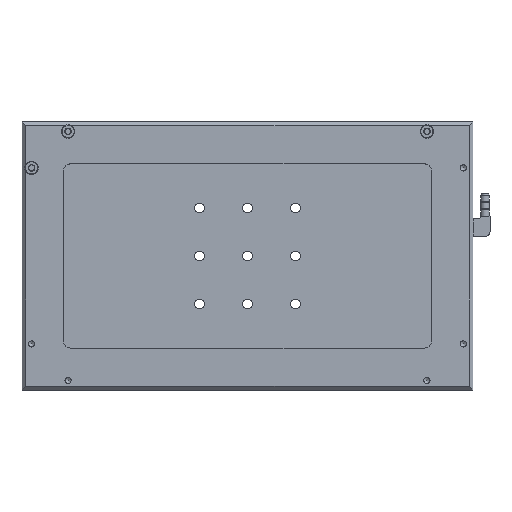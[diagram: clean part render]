
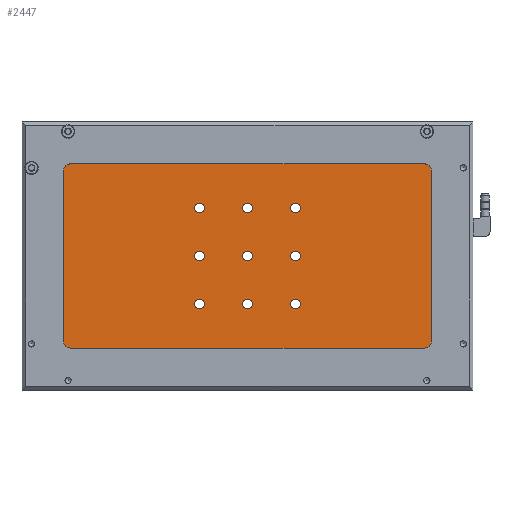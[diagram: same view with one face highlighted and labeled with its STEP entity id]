
A CAD part, top view. The second image highlights one B-rep face of the part: STEP entity #2447.
In plain terms, the highlighted planar face has unit normal (0, 0, 1).
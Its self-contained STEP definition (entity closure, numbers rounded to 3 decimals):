
#179=FACE_BOUND('',#474,.T.);
#180=FACE_BOUND('',#475,.T.);
#181=FACE_BOUND('',#476,.T.);
#182=FACE_BOUND('',#477,.T.);
#183=FACE_BOUND('',#478,.T.);
#184=FACE_BOUND('',#479,.T.);
#185=FACE_BOUND('',#480,.T.);
#186=FACE_BOUND('',#481,.T.);
#187=FACE_BOUND('',#482,.T.);
#216=PLANE('',#2724);
#320=FACE_OUTER_BOUND('',#473,.T.);
#473=EDGE_LOOP('',(#1773,#1774,#1775,#1776,#1777,#1778,#1779,#1780));
#474=EDGE_LOOP('',(#1781));
#475=EDGE_LOOP('',(#1782));
#476=EDGE_LOOP('',(#1783));
#477=EDGE_LOOP('',(#1784));
#478=EDGE_LOOP('',(#1785));
#479=EDGE_LOOP('',(#1786));
#480=EDGE_LOOP('',(#1787));
#481=EDGE_LOOP('',(#1788));
#482=EDGE_LOOP('',(#1789));
#656=LINE('',#3718,#808);
#660=LINE('',#3727,#812);
#661=LINE('',#3729,#813);
#662=LINE('',#3733,#814);
#808=VECTOR('',#3096,10.);
#812=VECTOR('',#3106,10.);
#813=VECTOR('',#3107,10.);
#814=VECTOR('',#3110,10.);
#910=CIRCLE('',#2643,2.553);
#912=CIRCLE('',#2646,2.553);
#914=CIRCLE('',#2649,2.553);
#916=CIRCLE('',#2652,2.553);
#918=CIRCLE('',#2655,2.553);
#920=CIRCLE('',#2658,2.553);
#922=CIRCLE('',#2661,2.553);
#924=CIRCLE('',#2664,2.553);
#926=CIRCLE('',#2667,2.553);
#952=CIRCLE('',#2720,4.);
#953=CIRCLE('',#2723,4.);
#954=CIRCLE('',#2725,4.);
#955=CIRCLE('',#2726,4.);
#1004=VERTEX_POINT('',#3521);
#1006=VERTEX_POINT('',#3527);
#1008=VERTEX_POINT('',#3533);
#1010=VERTEX_POINT('',#3539);
#1012=VERTEX_POINT('',#3545);
#1014=VERTEX_POINT('',#3551);
#1016=VERTEX_POINT('',#3557);
#1018=VERTEX_POINT('',#3563);
#1020=VERTEX_POINT('',#3569);
#1069=VERTEX_POINT('',#3711);
#1070=VERTEX_POINT('',#3712);
#1071=VERTEX_POINT('',#3717);
#1072=VERTEX_POINT('',#3721);
#1073=VERTEX_POINT('',#3722);
#1074=VERTEX_POINT('',#3728);
#1075=VERTEX_POINT('',#3730);
#1076=VERTEX_POINT('',#3732);
#1249=EDGE_CURVE('',#1004,#1004,#910,.T.);
#1252=EDGE_CURVE('',#1006,#1006,#912,.T.);
#1255=EDGE_CURVE('',#1008,#1008,#914,.T.);
#1258=EDGE_CURVE('',#1010,#1010,#916,.T.);
#1261=EDGE_CURVE('',#1012,#1012,#918,.T.);
#1264=EDGE_CURVE('',#1014,#1014,#920,.T.);
#1267=EDGE_CURVE('',#1016,#1016,#922,.T.);
#1270=EDGE_CURVE('',#1018,#1018,#924,.T.);
#1273=EDGE_CURVE('',#1020,#1020,#926,.T.);
#1339=EDGE_CURVE('',#1069,#1070,#952,.T.);
#1342=EDGE_CURVE('',#1069,#1071,#656,.T.);
#1344=EDGE_CURVE('',#1072,#1073,#953,.T.);
#1347=EDGE_CURVE('',#1072,#1070,#660,.T.);
#1348=EDGE_CURVE('',#1074,#1073,#661,.T.);
#1349=EDGE_CURVE('',#1074,#1075,#954,.T.);
#1350=EDGE_CURVE('',#1076,#1075,#662,.T.);
#1351=EDGE_CURVE('',#1076,#1071,#955,.T.);
#1773=ORIENTED_EDGE('',*,*,#1339,.T.);
#1774=ORIENTED_EDGE('',*,*,#1347,.F.);
#1775=ORIENTED_EDGE('',*,*,#1344,.T.);
#1776=ORIENTED_EDGE('',*,*,#1348,.F.);
#1777=ORIENTED_EDGE('',*,*,#1349,.T.);
#1778=ORIENTED_EDGE('',*,*,#1350,.F.);
#1779=ORIENTED_EDGE('',*,*,#1351,.T.);
#1780=ORIENTED_EDGE('',*,*,#1342,.F.);
#1781=ORIENTED_EDGE('',*,*,#1249,.T.);
#1782=ORIENTED_EDGE('',*,*,#1252,.T.);
#1783=ORIENTED_EDGE('',*,*,#1255,.T.);
#1784=ORIENTED_EDGE('',*,*,#1258,.T.);
#1785=ORIENTED_EDGE('',*,*,#1261,.T.);
#1786=ORIENTED_EDGE('',*,*,#1264,.T.);
#1787=ORIENTED_EDGE('',*,*,#1267,.T.);
#1788=ORIENTED_EDGE('',*,*,#1270,.T.);
#1789=ORIENTED_EDGE('',*,*,#1273,.T.);
#2447=ADVANCED_FACE('',(#320,#179,#180,#181,#182,#183,#184,#185,#186,#187),
#216,.T.);
#2643=AXIS2_PLACEMENT_3D('',#3522,#2888,#2889);
#2646=AXIS2_PLACEMENT_3D('',#3528,#2895,#2896);
#2649=AXIS2_PLACEMENT_3D('',#3534,#2902,#2903);
#2652=AXIS2_PLACEMENT_3D('',#3540,#2909,#2910);
#2655=AXIS2_PLACEMENT_3D('',#3546,#2916,#2917);
#2658=AXIS2_PLACEMENT_3D('',#3552,#2923,#2924);
#2661=AXIS2_PLACEMENT_3D('',#3558,#2930,#2931);
#2664=AXIS2_PLACEMENT_3D('',#3564,#2937,#2938);
#2667=AXIS2_PLACEMENT_3D('',#3570,#2944,#2945);
#2720=AXIS2_PLACEMENT_3D('',#3713,#3090,#3091);
#2723=AXIS2_PLACEMENT_3D('',#3723,#3100,#3101);
#2724=AXIS2_PLACEMENT_3D('',#3726,#3104,#3105);
#2725=AXIS2_PLACEMENT_3D('',#3731,#3108,#3109);
#2726=AXIS2_PLACEMENT_3D('',#3734,#3111,#3112);
#2888=DIRECTION('center_axis',(0.,0.,-1.));
#2889=DIRECTION('ref_axis',(1.,0.,0.));
#2895=DIRECTION('center_axis',(0.,0.,-1.));
#2896=DIRECTION('ref_axis',(1.,0.,0.));
#2902=DIRECTION('center_axis',(0.,0.,-1.));
#2903=DIRECTION('ref_axis',(1.,0.,0.));
#2909=DIRECTION('center_axis',(0.,0.,-1.));
#2910=DIRECTION('ref_axis',(1.,0.,0.));
#2916=DIRECTION('center_axis',(0.,0.,-1.));
#2917=DIRECTION('ref_axis',(1.,0.,0.));
#2923=DIRECTION('center_axis',(0.,0.,-1.));
#2924=DIRECTION('ref_axis',(1.,0.,0.));
#2930=DIRECTION('center_axis',(0.,0.,-1.));
#2931=DIRECTION('ref_axis',(1.,0.,0.));
#2937=DIRECTION('center_axis',(0.,0.,-1.));
#2938=DIRECTION('ref_axis',(1.,0.,0.));
#2944=DIRECTION('center_axis',(0.,0.,-1.));
#2945=DIRECTION('ref_axis',(1.,0.,0.));
#3090=DIRECTION('center_axis',(0.,0.,1.));
#3091=DIRECTION('ref_axis',(-0.707,-0.707,0.));
#3096=DIRECTION('',(0.,1.,0.));
#3100=DIRECTION('center_axis',(0.,0.,1.));
#3101=DIRECTION('ref_axis',(0.707,-0.707,0.));
#3104=DIRECTION('center_axis',(0.,0.,1.));
#3105=DIRECTION('ref_axis',(1.,0.,0.));
#3106=DIRECTION('',(-1.,0.,0.));
#3107=DIRECTION('',(0.,-1.,0.));
#3108=DIRECTION('center_axis',(0.,0.,1.));
#3109=DIRECTION('ref_axis',(0.707,0.707,0.));
#3110=DIRECTION('',(1.,0.,0.));
#3111=DIRECTION('center_axis',(0.,0.,1.));
#3112=DIRECTION('ref_axis',(-0.707,0.707,0.));
#3521=CARTESIAN_POINT('',(-2.553,-25.,8.45));
#3522=CARTESIAN_POINT('Origin',(0.,-25.,8.45));
#3527=CARTESIAN_POINT('',(22.448,0.,8.45));
#3528=CARTESIAN_POINT('Origin',(25.,0.,8.45));
#3533=CARTESIAN_POINT('',(-27.553,0.,8.45));
#3534=CARTESIAN_POINT('Origin',(-25.,0.,8.45));
#3539=CARTESIAN_POINT('',(-2.553,25.,8.45));
#3540=CARTESIAN_POINT('Origin',(0.,25.,8.45));
#3545=CARTESIAN_POINT('',(-27.553,25.,8.45));
#3546=CARTESIAN_POINT('Origin',(-25.,25.,8.45));
#3551=CARTESIAN_POINT('',(22.448,25.,8.45));
#3552=CARTESIAN_POINT('Origin',(25.,25.,8.45));
#3557=CARTESIAN_POINT('',(-2.553,0.,8.45));
#3558=CARTESIAN_POINT('Origin',(0.,0.,8.45));
#3563=CARTESIAN_POINT('',(-27.553,-25.,8.45));
#3564=CARTESIAN_POINT('Origin',(-25.,-25.,8.45));
#3569=CARTESIAN_POINT('',(22.448,-25.,8.45));
#3570=CARTESIAN_POINT('Origin',(25.,-25.,8.45));
#3711=CARTESIAN_POINT('',(-96.,-44.,8.45));
#3712=CARTESIAN_POINT('',(-92.,-48.,8.45));
#3713=CARTESIAN_POINT('Origin',(-92.,-44.,8.45));
#3717=CARTESIAN_POINT('',(-96.,44.,8.45));
#3718=CARTESIAN_POINT('',(-96.,48.,8.45));
#3721=CARTESIAN_POINT('',(92.,-48.,8.45));
#3722=CARTESIAN_POINT('',(96.,-44.,8.45));
#3723=CARTESIAN_POINT('Origin',(92.,-44.,8.45));
#3726=CARTESIAN_POINT('Origin',(0.,0.,
8.45));
#3727=CARTESIAN_POINT('',(-96.,-48.,8.45));
#3728=CARTESIAN_POINT('',(96.,44.,8.45));
#3729=CARTESIAN_POINT('',(96.,-48.,8.45));
#3730=CARTESIAN_POINT('',(92.,48.,8.45));
#3731=CARTESIAN_POINT('Origin',(92.,44.,8.45));
#3732=CARTESIAN_POINT('',(-92.,48.,8.45));
#3733=CARTESIAN_POINT('',(96.,48.,8.45));
#3734=CARTESIAN_POINT('Origin',(-92.,44.,8.45));
